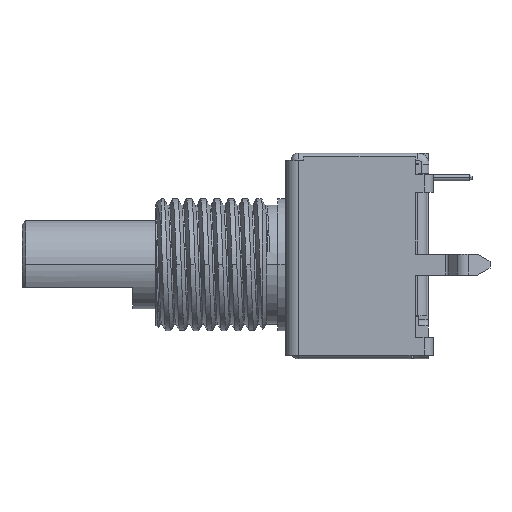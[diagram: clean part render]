
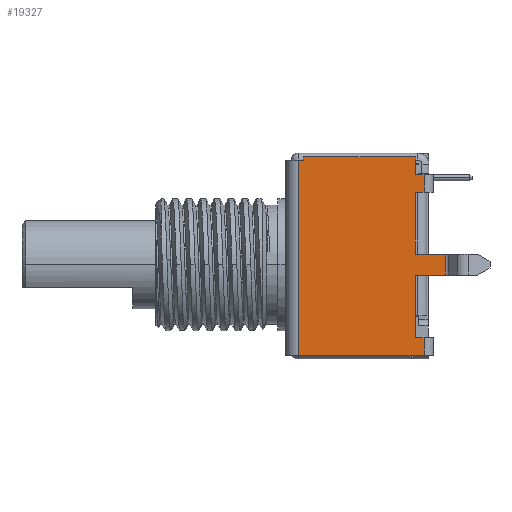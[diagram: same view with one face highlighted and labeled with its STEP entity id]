
A CAD part, left-side view. The second image highlights one B-rep face of the part: STEP entity #19327.
In plain terms, the highlighted planar face has unit normal (-1, 0, 0).
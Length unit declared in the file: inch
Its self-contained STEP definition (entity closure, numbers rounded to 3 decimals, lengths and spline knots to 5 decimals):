
#5371=DIRECTION('',(0.,1.,0.));
#5372=VECTOR('',#5371,0.31496);
#5373=CARTESIAN_POINT('',(-0.29624,0.03073,
0.30528));
#5374=LINE('',#5373,#5372);
#5375=DIRECTION('',(0.,0.,-1.));
#5376=VECTOR('',#5375,0.01);
#5377=CARTESIAN_POINT('',(-0.29624,0.03073,
0.30528));
#5378=LINE('',#5377,#5376);
#5379=DIRECTION('',(0.,0.,1.));
#5380=VECTOR('',#5379,0.04055);
#5381=CARTESIAN_POINT('',(-0.29624,0.03073,
0.25472));
#5382=LINE('',#5381,#5380);
#5383=DIRECTION('',(0.,1.,0.));
#5384=VECTOR('',#5383,0.02504);
#5385=CARTESIAN_POINT('',(-0.29624,0.00569,
0.25472));
#5386=LINE('',#5385,#5384);
#5387=DIRECTION('',(0.,0.,-1.));
#5388=VECTOR('',#5387,0.05);
#5389=CARTESIAN_POINT('',(-0.29624,0.00569,
0.25472));
#5390=LINE('',#5389,#5388);
#5391=DIRECTION('',(0.,-1.,0.));
#5392=VECTOR('',#5391,0.02504);
#5393=CARTESIAN_POINT('',(-0.29624,0.03073,
0.20472));
#5394=LINE('',#5393,#5392);
#5395=DIRECTION('',(0.,0.,1.));
#5396=VECTOR('',#5395,0.1752);
#5397=CARTESIAN_POINT('',(-0.29624,0.03073,
0.02953));
#5398=LINE('',#5397,#5396);
#5399=DIRECTION('',(0.,1.,0.));
#5400=VECTOR('',#5399,0.085);
#5401=CARTESIAN_POINT('',(-0.29624,-0.05427,
0.02953));
#5402=LINE('',#5401,#5400);
#5403=DIRECTION('',(0.,0.,-1.));
#5404=VECTOR('',#5403,0.05906);
#5405=CARTESIAN_POINT('',(-0.29624,-0.05427,
0.02953));
#5406=LINE('',#5405,#5404);
#5407=DIRECTION('',(0.,-1.,0.));
#5408=VECTOR('',#5407,0.085);
#5409=CARTESIAN_POINT('',(-0.29624,0.03073,
-0.02953));
#5410=LINE('',#5409,#5408);
#5411=DIRECTION('',(0.,0.,1.));
#5412=VECTOR('',#5411,0.17638);
#5413=CARTESIAN_POINT('',(-0.29624,0.03073,
-0.20591));
#5414=LINE('',#5413,#5412);
#5415=DIRECTION('',(0.,1.,0.));
#5416=VECTOR('',#5415,0.02504);
#5417=CARTESIAN_POINT('',(-0.29624,0.00569,
-0.20591));
#5418=LINE('',#5417,#5416);
#5419=DIRECTION('',(0.,0.,-1.));
#5420=VECTOR('',#5419,0.05);
#5421=CARTESIAN_POINT('',(-0.29624,0.00569,
-0.20591));
#5422=LINE('',#5421,#5420);
#5423=DIRECTION('',(0.,-1.,0.));
#5424=VECTOR('',#5423,0.35531);
#5425=CARTESIAN_POINT('',(-0.29624,0.361,-0.25591));
#5426=LINE('',#5425,#5424);
#5427=DIRECTION('',(0.,-1.,0.));
#5428=VECTOR('',#5427,0.01531);
#5429=CARTESIAN_POINT('',(-0.29624,0.361,0.29528));
#5430=LINE('',#5429,#5428);
#5431=DIRECTION('',(0.,0.,1.));
#5432=VECTOR('',#5431,0.01);
#5433=CARTESIAN_POINT('',(-0.29624,0.34569,
0.29528));
#5434=LINE('',#5433,#5432);
#5547=DIRECTION('',(0.,0.,-1.));
#5548=VECTOR('',#5547,0.55118);
#5549=CARTESIAN_POINT('',(-0.29624,0.361,0.29528));
#5550=LINE('',#5549,#5548);
#9483=CARTESIAN_POINT('',(-0.29624,0.03073,
-0.20591));
#9484=CARTESIAN_POINT('',(-0.29624,0.03073,
-0.02953));
#9485=VERTEX_POINT('',#9483);
#9486=VERTEX_POINT('',#9484);
#9495=CARTESIAN_POINT('',(-0.29624,0.03073,
0.02953));
#9496=CARTESIAN_POINT('',(-0.29624,0.03073,
0.20472));
#9497=VERTEX_POINT('',#9495);
#9498=VERTEX_POINT('',#9496);
#9499=CARTESIAN_POINT('',(-0.29624,0.03073,
0.25472));
#9500=CARTESIAN_POINT('',(-0.29624,0.03073,
0.29528));
#9501=VERTEX_POINT('',#9499);
#9502=VERTEX_POINT('',#9500);
#9547=CARTESIAN_POINT('',(-0.29624,0.361,0.29528));
#9548=CARTESIAN_POINT('',(-0.29624,0.34569,
0.29528));
#9549=VERTEX_POINT('',#9547);
#9550=VERTEX_POINT('',#9548);
#9551=CARTESIAN_POINT('',(-0.29624,0.361,-0.25591));
#9553=VERTEX_POINT('',#9551);
#9587=CARTESIAN_POINT('',(-0.29624,-0.05427,
-0.02953));
#9588=VERTEX_POINT('',#9587);
#9589=CARTESIAN_POINT('',(-0.29624,-0.05427,
0.02953));
#9590=VERTEX_POINT('',#9589);
#9619=CARTESIAN_POINT('',(-0.29624,0.00569,
0.20472));
#9620=VERTEX_POINT('',#9619);
#9627=CARTESIAN_POINT('',(-0.29624,0.00569,
0.25472));
#9628=VERTEX_POINT('',#9627);
#9635=CARTESIAN_POINT('',(-0.29624,0.00569,
-0.20591));
#9636=VERTEX_POINT('',#9635);
#9641=CARTESIAN_POINT('',(-0.29624,0.00569,
-0.25591));
#9642=VERTEX_POINT('',#9641);
#9679=CARTESIAN_POINT('',(-0.29624,0.34569,
0.30528));
#9681=VERTEX_POINT('',#9679);
#9685=CARTESIAN_POINT('',(-0.29624,0.03073,
0.30528));
#9686=VERTEX_POINT('',#9685);
#19292=CARTESIAN_POINT('',(-0.29624,0.66065,0.));
#19293=DIRECTION('',(-1.,0.,0.));
#19294=DIRECTION('',(0.,1.,0.));
#19295=AXIS2_PLACEMENT_3D('',#19292,#19293,#19294);
#19296=PLANE('',#19295);
#19298=ORIENTED_EDGE('',*,*,#19297,.F.);
#19299=ORIENTED_EDGE('',*,*,#13822,.T.);
#19300=ORIENTED_EDGE('',*,*,#13839,.F.);
#19302=ORIENTED_EDGE('',*,*,#19301,.F.);
#19303=ORIENTED_EDGE('',*,*,#19285,.T.);
#19305=ORIENTED_EDGE('',*,*,#19304,.F.);
#19307=ORIENTED_EDGE('',*,*,#19306,.F.);
#19309=ORIENTED_EDGE('',*,*,#19308,.F.);
#19311=ORIENTED_EDGE('',*,*,#19310,.T.);
#19313=ORIENTED_EDGE('',*,*,#19312,.F.);
#19315=ORIENTED_EDGE('',*,*,#19314,.F.);
#19316=ORIENTED_EDGE('',*,*,#13937,.F.);
#19318=ORIENTED_EDGE('',*,*,#19317,.T.);
#19320=ORIENTED_EDGE('',*,*,#19319,.F.);
#19322=ORIENTED_EDGE('',*,*,#19321,.F.);
#19323=ORIENTED_EDGE('',*,*,#13694,.T.);
#19324=ORIENTED_EDGE('',*,*,#13710,.T.);
#19325=EDGE_LOOP('',(#19298,#19299,#19300,#19302,#19303,#19305,#19307,#19309,
#19311,#19313,#19315,#19316,#19318,#19320,#19322,#19323,#19324));
#19326=FACE_OUTER_BOUND('',#19325,.F.);
#13694=EDGE_CURVE('',#9549,#9550,#5430,.T.);
#13710=EDGE_CURVE('',#9550,#9681,#5434,.T.);
#13822=EDGE_CURVE('',#9686,#9502,#5378,.T.);
#13839=EDGE_CURVE('',#9501,#9502,#5382,.T.);
#13937=EDGE_CURVE('',#9636,#9485,#5418,.T.);
#19285=EDGE_CURVE('',#9628,#9620,#5390,.T.);
#19297=EDGE_CURVE('',#9686,#9681,#5374,.T.);
#19301=EDGE_CURVE('',#9628,#9501,#5386,.T.);
#19304=EDGE_CURVE('',#9498,#9620,#5394,.T.);
#19306=EDGE_CURVE('',#9497,#9498,#5398,.T.);
#19308=EDGE_CURVE('',#9590,#9497,#5402,.T.);
#19310=EDGE_CURVE('',#9590,#9588,#5406,.T.);
#19312=EDGE_CURVE('',#9486,#9588,#5410,.T.);
#19314=EDGE_CURVE('',#9485,#9486,#5414,.T.);
#19317=EDGE_CURVE('',#9636,#9642,#5422,.T.);
#19319=EDGE_CURVE('',#9553,#9642,#5426,.T.);
#19321=EDGE_CURVE('',#9549,#9553,#5550,.T.);
#19327=ADVANCED_FACE('',(#19326),#19296,.T.);
